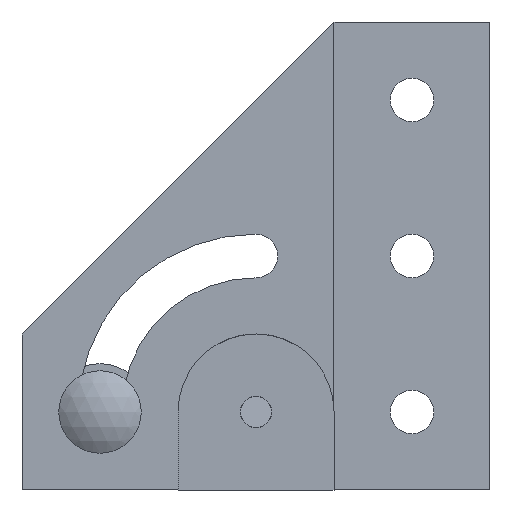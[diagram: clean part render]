
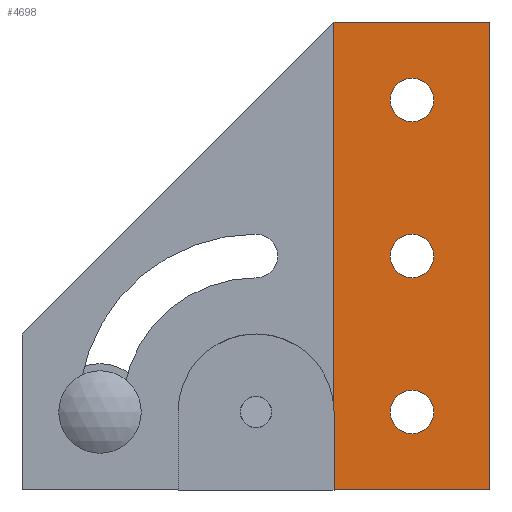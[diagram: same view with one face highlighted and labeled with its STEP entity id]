
A CAD part, left-side view. The second image highlights one B-rep face of the part: STEP entity #4698.
In plain terms, the highlighted free-form (B-spline) face has degree [1, 1] with [2, 2] control points.
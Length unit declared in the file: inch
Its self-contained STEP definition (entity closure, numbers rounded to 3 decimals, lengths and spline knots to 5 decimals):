
#3922=CARTESIAN_POINT('',(0.469,-0.86,0.5));
#3923=VERTEX_POINT('',#3922);
#3939=CARTESIAN_POINT('',(0.469,-1.14,0.5));
#3940=VERTEX_POINT('',#3939);
#3947=CARTESIAN_POINT('',(0.469,-1.0,0.5));
#3948=DIRECTION('',(-1.0,0.0,0.0));
#3949=DIRECTION('',(0.0,1.0,0.0));
#3950=AXIS2_PLACEMENT_3D('',#3947,#3948,#3949);
#3951=CIRCLE('',#3950,0.14);
#3952=EDGE_CURVE('',#3940,#3923,#3951,.T.);
#3985=CARTESIAN_POINT('',(0.469,-0.86,1.5));
#3986=VERTEX_POINT('',#3985);
#4002=CARTESIAN_POINT('',(0.469,-1.14,1.5));
#4003=VERTEX_POINT('',#4002);
#4010=CARTESIAN_POINT('',(0.469,-1.0,1.5));
#4011=DIRECTION('',(-1.0,0.0,0.0));
#4012=DIRECTION('',(0.0,1.0,0.0));
#4013=AXIS2_PLACEMENT_3D('',#4010,#4011,#4012);
#4014=CIRCLE('',#4013,0.14);
#4015=EDGE_CURVE('',#4003,#3986,#4014,.T.);
#4048=CARTESIAN_POINT('',(0.469,-0.86,2.5));
#4049=VERTEX_POINT('',#4048);
#4065=CARTESIAN_POINT('',(0.469,-1.14,2.5));
#4066=VERTEX_POINT('',#4065);
#4073=CARTESIAN_POINT('',(0.469,-1.0,2.5));
#4074=DIRECTION('',(-1.0,0.0,0.0));
#4075=DIRECTION('',(0.0,1.0,0.0));
#4076=AXIS2_PLACEMENT_3D('',#4073,#4074,#4075);
#4077=CIRCLE('',#4076,0.14);
#4078=EDGE_CURVE('',#4066,#4049,#4077,.T.);
#4434=CARTESIAN_POINT('',(0.469,-1.0,2.5));
#4435=DIRECTION('',(-1.0,0.0,0.0));
#4436=DIRECTION('',(0.0,1.0,0.0));
#4437=AXIS2_PLACEMENT_3D('',#4434,#4435,#4436);
#4438=CIRCLE('',#4437,0.14);
#4439=EDGE_CURVE('',#4049,#4066,#4438,.T.);
#4479=CARTESIAN_POINT('',(0.469,-1.0,1.5));
#4480=DIRECTION('',(-1.0,0.0,0.0));
#4481=DIRECTION('',(0.0,1.0,0.0));
#4482=AXIS2_PLACEMENT_3D('',#4479,#4480,#4481);
#4483=CIRCLE('',#4482,0.14);
#4484=EDGE_CURVE('',#3986,#4003,#4483,.T.);
#4524=CARTESIAN_POINT('',(0.469,-1.0,0.5));
#4525=DIRECTION('',(-1.0,0.0,0.0));
#4526=DIRECTION('',(0.0,1.0,0.0));
#4527=AXIS2_PLACEMENT_3D('',#4524,#4525,#4526);
#4528=CIRCLE('',#4527,0.14);
#4529=EDGE_CURVE('',#3923,#3940,#4528,.T.);
#4647=CARTESIAN_POINT('',(0.469,-0.5,3.));
#4648=CARTESIAN_POINT('',(0.469,-0.5,0.));
#4649=CARTESIAN_POINT('',(0.469,-1.5,3.));
#4650=CARTESIAN_POINT('',(0.469,-1.5,0.));
#4651=B_SPLINE_SURFACE_WITH_KNOTS('',1,1,((#4647,#4649),(#4648,#4650)),.UNSPECIFIED.,.F.,.F.,.U.,(2,2),(2,2),(0.0,3.),(0.0,1.),.UNSPECIFIED.);
#4652=CARTESIAN_POINT('',(0.469,-1.5,0.));
#4653=VERTEX_POINT('',#4652);
#4654=CARTESIAN_POINT('',(0.469,-0.5,0.));
#4655=VERTEX_POINT('',#4654);
#4656=CARTESIAN_POINT('',(0.469,-1.5,0.));
#4657=DIRECTION('',(0.0,1.0,0.0));
#4658=VECTOR('',#4657,1.);
#4659=LINE('',#4656,#4658);
#4660=EDGE_CURVE('',#4653,#4655,#4659,.T.);
#4661=ORIENTED_EDGE('',*,*,#4660,.F.);
#4662=CARTESIAN_POINT('',(0.469,-1.5,3.));
#4663=VERTEX_POINT('',#4662);
#4664=CARTESIAN_POINT('',(0.469,-1.5,3.));
#4665=DIRECTION('',(0.0,0.0,-1.0));
#4666=VECTOR('',#4665,3.0);
#4667=LINE('',#4664,#4666);
#4668=EDGE_CURVE('',#4663,#4653,#4667,.T.);
#4669=ORIENTED_EDGE('',*,*,#4668,.F.);
#4670=CARTESIAN_POINT('',(0.469,-0.5,3.));
#4671=VERTEX_POINT('',#4670);
#4672=CARTESIAN_POINT('',(0.469,-0.5,3.));
#4673=DIRECTION('',(0.0,-1.0,0.0));
#4674=VECTOR('',#4673,1.);
#4675=LINE('',#4672,#4674);
#4676=EDGE_CURVE('',#4671,#4663,#4675,.T.);
#4677=ORIENTED_EDGE('',*,*,#4676,.F.);
#4678=CARTESIAN_POINT('',(0.469,-0.5,3.));
#4679=DIRECTION('',(0.0,0.0,-1.0));
#4680=VECTOR('',#4679,3.0);
#4681=LINE('',#4678,#4680);
#4682=EDGE_CURVE('',#4671,#4655,#4681,.T.);
#4683=ORIENTED_EDGE('',*,*,#4682,.T.);
#4684=EDGE_LOOP('',(#4661,#4669,#4677,#4683));
#4685=FACE_OUTER_BOUND('',#4684,.T.);
#4686=ORIENTED_EDGE('',*,*,#4439,.F.);
#4687=ORIENTED_EDGE('',*,*,#4078,.F.);
#4688=EDGE_LOOP('',(#4686,#4687));
#4689=FACE_BOUND('',#4688,.T.);
#4690=ORIENTED_EDGE('',*,*,#4484,.F.);
#4691=ORIENTED_EDGE('',*,*,#4015,.F.);
#4692=EDGE_LOOP('',(#4690,#4691));
#4693=FACE_BOUND('',#4692,.T.);
#4694=ORIENTED_EDGE('',*,*,#4529,.F.);
#4695=ORIENTED_EDGE('',*,*,#3952,.F.);
#4696=EDGE_LOOP('',(#4694,#4695));
#4697=FACE_BOUND('',#4696,.T.);
#4698=ADVANCED_FACE('',(#4685,#4689,#4693,#4697),#4651,.T.);
